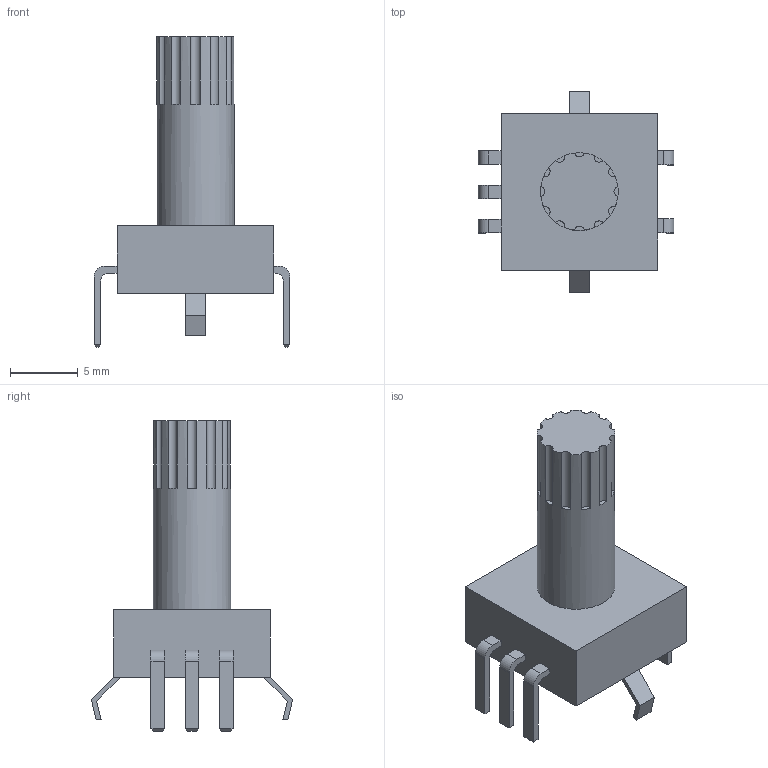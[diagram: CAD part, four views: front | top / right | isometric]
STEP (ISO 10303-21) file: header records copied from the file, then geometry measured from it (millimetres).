
FILE_DESCRIPTION(('FreeCAD Model'),'2;1');
FILE_NAME('Open CASCADE Shape Model','2022-09-16T14:39:34',('BT'),(''), 'Open CASCADE STEP processor 7.5','FreeCAD','Unknown');
FILE_SCHEMA(('AP242_MANAGED_MODEL_BASED_3D_ENGINEERING_MIM_LF. {1 0 10303 442 1 1 4 }'));
Length unit declared in the file: millimetre
Products named in the file (1): EVJB_Comp
Bounding box: 14.5 x 14.9 x 23 mm (x, y, z)
Volume: 1046.8 mm3; surface area: 898.5 mm2
Topology: 1 solids, 1 shells, 115 faces, 295 edges, 186 vertices
Faces by surface type: plane 92, cylinder 23
Full cylindrical faces by diameter (mm): 5.743 x1
Entity records: 3536 total; most frequent: CARTESIAN_POINT 597, DIRECTION 597, ORIENTED_EDGE 590, EDGE_CURVE 295, LINE 225, VECTOR 225, AXIS2_PLACEMENT_3D 186, VERTEX_POINT 186
